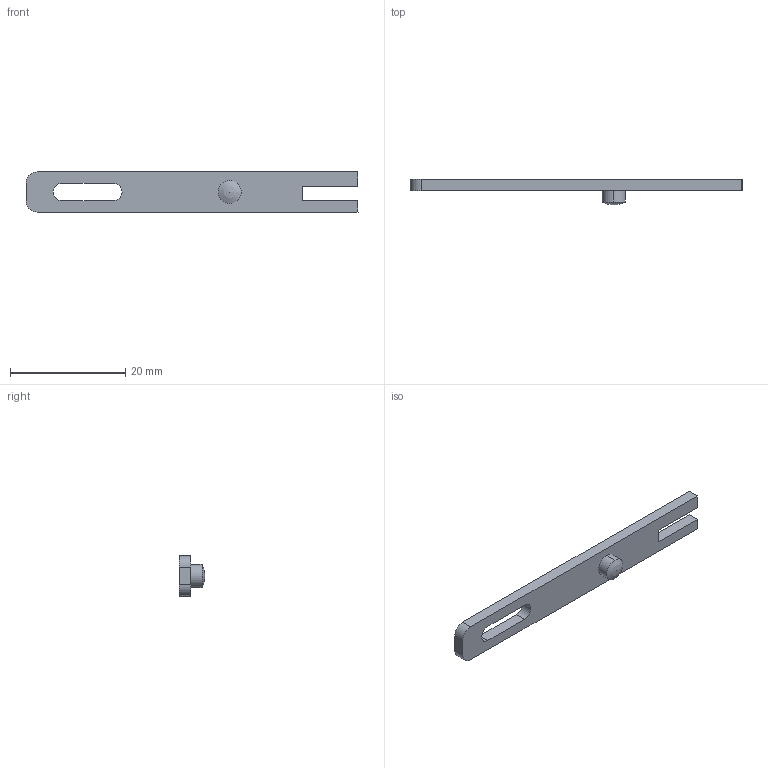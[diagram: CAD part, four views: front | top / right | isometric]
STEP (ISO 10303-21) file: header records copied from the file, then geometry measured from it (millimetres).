
FILE_DESCRIPTION (( 'STEP AP214' ), '1' );
FILE_NAME ('Base Stop Right.STEP', '2025-07-06T08:34:29', ( '' ), ( '' ), 'SwSTEP 2.0', 'SolidWorks 2025', '' );
FILE_SCHEMA (( 'AUTOMOTIVE_DESIGN' ));
Length unit declared in the file: millimetre
Products named in the file (1): Base Stop Right
Bounding box: 57.7 x 4.5 x 7 mm (x, y, z)
Volume: 716.6 mm3; surface area: 1062.8 mm2
Topology: 1 solids, 1 shells, 19 faces, 51 edges, 34 vertices
Faces by surface type: plane 12, cylinder 6, sphere 1
Entity records: 612 total; most frequent: DIRECTION 100, CARTESIAN_POINT 100, ORIENTED_EDGE 96, EDGE_CURVE 48, LINE 36, VECTOR 36, AXIS2_PLACEMENT_3D 32, VERTEX_POINT 32
